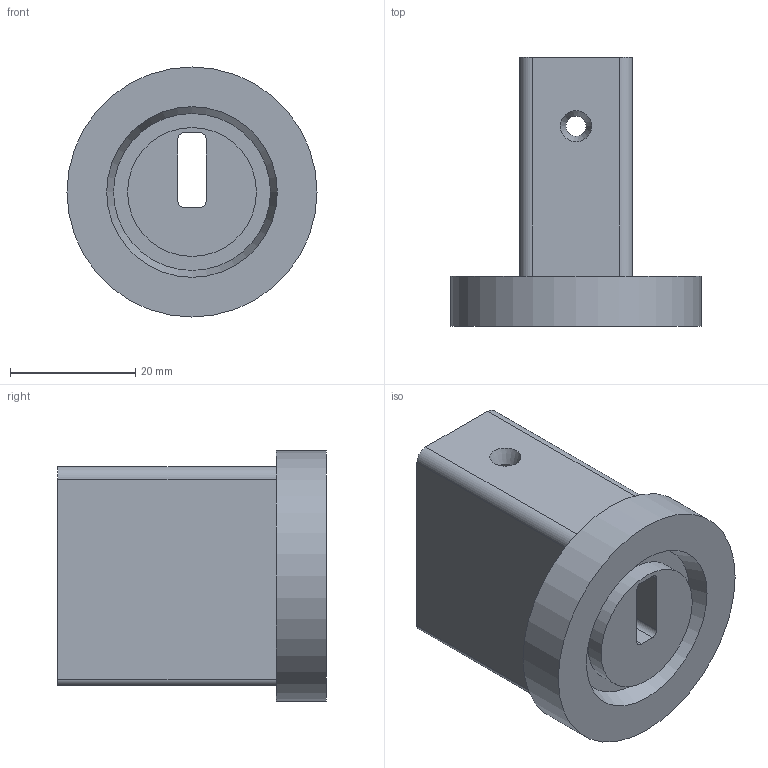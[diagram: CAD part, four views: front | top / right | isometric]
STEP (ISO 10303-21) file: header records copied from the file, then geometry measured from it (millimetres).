
FILE_DESCRIPTION(/* description */ (''),/* implementation_level */ '2;1');
FILE_NAME(/* name */ 'Solar static disc_x1.stp',/* time_stamp */ '2024-07-18T17:41:30+01:00',/* author */ ('patri'),/* organization */ (''),/* preprocessor_version */ 'ST-DEVELOPER v19.2',/* originating_system */ 'Autodesk Inventor 2024',/* authorisation */ '');
FILE_SCHEMA (('AUTOMOTIVE_DESIGN { 1 0 10303 214 3 1 1 }'));
Length unit declared in the file: millimetre
Products named in the file (1): disco sol - copia-copia
Bounding box: 40 x 43 x 40 mm (x, y, z)
Volume: 16879.4 mm3; surface area: 10270.2 mm2
Topology: 1 solids, 1 shells, 75 faces, 186 edges, 116 vertices
Faces by surface type: plane 32, cylinder 31, torus 6, sphere 4, cone 2
Full cylindrical faces by diameter (mm): 20.6 x1, 40 x1
Entity records: 2301 total; most frequent: DIRECTION 414, CARTESIAN_POINT 378, ORIENTED_EDGE 372, EDGE_CURVE 186, AXIS2_PLACEMENT_3D 152, VERTEX_POINT 116, LINE 110, VECTOR 110
